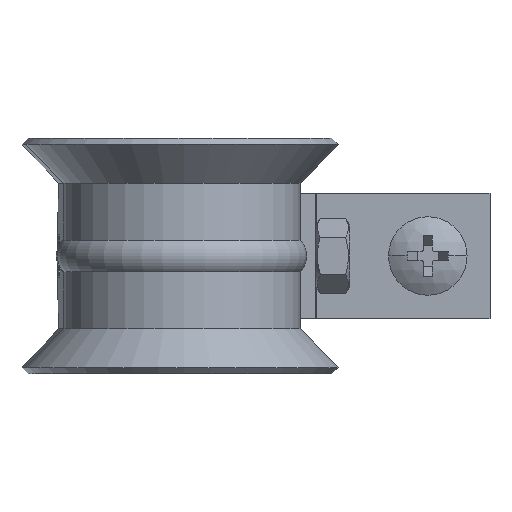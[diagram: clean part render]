
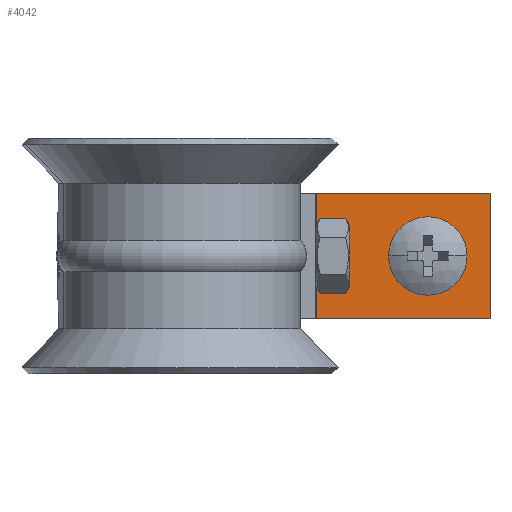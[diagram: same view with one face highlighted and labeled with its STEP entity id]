
A CAD part, front view. The second image highlights one B-rep face of the part: STEP entity #4042.
In plain terms, the highlighted face is planar.
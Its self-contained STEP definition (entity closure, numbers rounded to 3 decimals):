
#12 = VECTOR ( 'NONE', #2722, 1000. ) ;
#84 = LINE ( 'NONE', #3588, #8928 ) ;
#207 = EDGE_CURVE ( 'NONE', #2688, #691, #3345, .T. ) ;
#208 = ORIENTED_EDGE ( 'NONE', *, *, #1476, .F. ) ;
#246 =( BOUNDED_CURVE ( )  B_SPLINE_CURVE ( 3, ( #5206, #6970, #2819, #5309 ),
 .UNSPECIFIED., .F., .F. ) 
 B_SPLINE_CURVE_WITH_KNOTS ( ( 4, 4 ),
 ( 3.142, 4.249 ),
 .UNSPECIFIED. ) 
 CURVE ( )  GEOMETRIC_REPRESENTATION_ITEM ( )  RATIONAL_B_SPLINE_CURVE ( ( 1., 0.9, 0.9, 1. ) ) 
 REPRESENTATION_ITEM ( '' )  );
#290 = DIRECTION ( 'NONE',  ( 0., 1., 0. ) ) ;
#340 = EDGE_CURVE ( 'NONE', #2578, #5236, #6934, .T. ) ;
#446 = VECTOR ( 'NONE', #6613, 1000. ) ;
#585 = VECTOR ( 'NONE', #1941, 1000. ) ;
#691 = VERTEX_POINT ( 'NONE', #6374 ) ;
#833 = DIRECTION ( 'NONE',  ( 0., 0., -1. ) ) ;
#1063 = ORIENTED_EDGE ( 'NONE', *, *, #9950, .F. ) ;
#1219 = FACE_OUTER_BOUND ( 'NONE', #5150, .T. ) ;
#1286 = VERTEX_POINT ( 'NONE', #5792 ) ;
#1301 = EDGE_CURVE ( 'NONE', #9561, #4266, #4028, .T. ) ;
#1476 = EDGE_CURVE ( 'NONE', #6461, #4434, #3285, .T. ) ;
#1558 = VERTEX_POINT ( 'NONE', #8784 ) ;
#1707 = ORIENTED_EDGE ( 'NONE', *, *, #4369, .F. ) ;
#1905 = CARTESIAN_POINT ( 'NONE',  ( 2.5, -26.6, -9.55 ) ) ;
#1941 = DIRECTION ( 'NONE',  ( 1., 0., 0. ) ) ;
#2399 = LINE ( 'NONE', #2610, #8453 ) ;
#2468 = EDGE_CURVE ( 'NONE', #9106, #9438, #8689, .T. ) ;
#2481 =( BOUNDED_CURVE ( )  B_SPLINE_CURVE ( 3, ( #6248, #9606, #5420, #10483 ),
 .UNSPECIFIED., .F., .F. ) 
 B_SPLINE_CURVE_WITH_KNOTS ( ( 4, 4 ),
 ( 2.034, 3.142 ),
 .UNSPECIFIED. ) 
 CURVE ( )  GEOMETRIC_REPRESENTATION_ITEM ( )  RATIONAL_B_SPLINE_CURVE ( ( 1., 0.9, 0.9, 1. ) ) 
 REPRESENTATION_ITEM ( '' )  );
#2578 = VERTEX_POINT ( 'NONE', #10186 ) ;
#2610 = CARTESIAN_POINT ( 'NONE',  ( 15.323, -26.6, -2.048 ) ) ;
#2688 = VERTEX_POINT ( 'NONE', #3581 ) ;
#2722 = DIRECTION ( 'NONE',  ( 0., 0., -1. ) ) ;
#2819 = CARTESIAN_POINT ( 'NONE',  ( 4.853, -26.6, -1.653 ) ) ;
#2931 = CARTESIAN_POINT ( 'NONE',  ( 2.5, -26.6, -2.485 ) ) ;
#3220 = DIRECTION ( 'NONE',  ( -1., 0., 0. ) ) ;
#3228 = CARTESIAN_POINT ( 'NONE',  ( 5.287, -26.6, 0.573 ) ) ;
#3285 = LINE ( 'NONE', #3228, #446 ) ;
#3345 = LINE ( 'NONE', #7392, #9012 ) ;
#3453 = ORIENTED_EDGE ( 'NONE', *, *, #207, .T. ) ;
#3581 = CARTESIAN_POINT ( 'NONE',  ( 29., -26.6, 9.55 ) ) ;
#3588 = CARTESIAN_POINT ( 'NONE',  ( 16.243, -26.6, 2.373 ) ) ;
#3751 = PLANE ( 'NONE',  #6937 ) ;
#3856 = ORIENTED_EDGE ( 'NONE', *, *, #6379, .T. ) ;
#4022 = ORIENTED_EDGE ( 'NONE', *, *, #10161, .F. ) ;
#4028 = LINE ( 'NONE', #10726, #4490 ) ;
#4042 = ADVANCED_FACE ( 'NONE', ( #7836, #1219 ), #3751, .T. ) ;
#4146 = ORIENTED_EDGE ( 'NONE', *, *, #1301, .F. ) ;
#4266 = VERTEX_POINT ( 'NONE', #7660 ) ;
#4347 = CARTESIAN_POINT ( 'NONE',  ( 2.5, -26.6, 9.55 ) ) ;
#4369 = EDGE_CURVE ( 'NONE', #4266, #691, #6938, .T. ) ;
#4412 = VECTOR ( 'NONE', #5221, 1000. ) ;
#4434 = VERTEX_POINT ( 'NONE', #7767 ) ;
#4490 = VECTOR ( 'NONE', #833, 1000. ) ;
#4763 = EDGE_CURVE ( 'NONE', #5236, #1558, #2399, .T. ) ;
#4898 = DIRECTION ( 'NONE',  ( 0.943, 0., -0.333 ) ) ;
#5150 = EDGE_LOOP ( 'NONE', ( #4022, #5302, #208, #1063, #10796, #6769, #3856, #3453, #1707, #4146 ) ) ;
#5206 = CARTESIAN_POINT ( 'NONE',  ( 5.287, -26.6, -0.573 ) ) ;
#5221 = DIRECTION ( 'NONE',  ( 1., 0., 0. ) ) ;
#5236 = VERTEX_POINT ( 'NONE', #9539 ) ;
#5302 = ORIENTED_EDGE ( 'NONE', *, *, #9776, .F. ) ;
#5309 = CARTESIAN_POINT ( 'NONE',  ( 4.114, -26.6, -1.915 ) ) ;
#5420 = CARTESIAN_POINT ( 'NONE',  ( 5.287, -26.6, 1.157 ) ) ;
#5781 = CIRCLE ( 'NONE', #9829, 3.5 ) ;
#5792 = CARTESIAN_POINT ( 'NONE',  ( 4.114, -26.6, -1.915 ) ) ;
#6248 = CARTESIAN_POINT ( 'NONE',  ( 4.114, -26.6, 1.915 ) ) ;
#6374 = CARTESIAN_POINT ( 'NONE',  ( 29., -26.6, -9.55 ) ) ;
#6379 = EDGE_CURVE ( 'NONE', #2578, #2688, #8452, .T. ) ;
#6461 = VERTEX_POINT ( 'NONE', #9339 ) ;
#6613 = DIRECTION ( 'NONE',  ( 0., 0., -1. ) ) ;
#6769 = ORIENTED_EDGE ( 'NONE', *, *, #340, .F. ) ;
#6845 = DIRECTION ( 'NONE',  ( -0.943, 0., -0.333 ) ) ;
#6861 = CARTESIAN_POINT ( 'NONE',  ( 23., -26.6, 0. ) ) ;
#6934 = LINE ( 'NONE', #4347, #12 ) ;
#6937 = AXIS2_PLACEMENT_3D ( 'NONE', #10353, #290, #7179 ) ;
#6938 = LINE ( 'NONE', #1905, #4412 ) ;
#6970 = CARTESIAN_POINT ( 'NONE',  ( 5.287, -26.6, -1.157 ) ) ;
#7179 = DIRECTION ( 'NONE',  ( -1., 0., 0. ) ) ;
#7392 = CARTESIAN_POINT ( 'NONE',  ( 29., -26.6, 9.55 ) ) ;
#7660 = CARTESIAN_POINT ( 'NONE',  ( 2.5, -26.6, -9.55 ) ) ;
#7767 = CARTESIAN_POINT ( 'NONE',  ( 5.287, -26.6, -0.573 ) ) ;
#7836 = FACE_BOUND ( 'NONE', #8082, .T. ) ;
#7975 = CARTESIAN_POINT ( 'NONE',  ( 16., -26.6, 0. ) ) ;
#8082 = EDGE_LOOP ( 'NONE', ( #9335, #10322 ) ) ;
#8113 = DIRECTION ( 'NONE',  ( 0., 1., 0. ) ) ;
#8173 = DIRECTION ( 'NONE',  ( -1., 0., 0. ) ) ;
#8452 = LINE ( 'NONE', #9393, #585 ) ;
#8453 = VECTOR ( 'NONE', #4898, 1000. ) ;
#8689 = CIRCLE ( 'NONE', #9926, 3.5 ) ;
#8784 = CARTESIAN_POINT ( 'NONE',  ( 4.114, -26.6, 1.915 ) ) ;
#8928 = VECTOR ( 'NONE', #6845, 1000. ) ;
#9012 = VECTOR ( 'NONE', #10723, 1000. ) ;
#9058 = CARTESIAN_POINT ( 'NONE',  ( 19.5, -26.6, 0. ) ) ;
#9106 = VERTEX_POINT ( 'NONE', #7975 ) ;
#9154 = EDGE_CURVE ( 'NONE', #9438, #9106, #5781, .T. ) ;
#9335 = ORIENTED_EDGE ( 'NONE', *, *, #2468, .F. ) ;
#9339 = CARTESIAN_POINT ( 'NONE',  ( 5.287, -26.6, 0.573 ) ) ;
#9393 = CARTESIAN_POINT ( 'NONE',  ( 2.5, -26.6, 9.55 ) ) ;
#9438 = VERTEX_POINT ( 'NONE', #6861 ) ;
#9539 = CARTESIAN_POINT ( 'NONE',  ( 2.5, -26.6, 2.485 ) ) ;
#9561 = VERTEX_POINT ( 'NONE', #2931 ) ;
#9606 = CARTESIAN_POINT ( 'NONE',  ( 4.853, -26.6, 1.653 ) ) ;
#9736 = DIRECTION ( 'NONE',  ( 0., 1., 0. ) ) ;
#9776 = EDGE_CURVE ( 'NONE', #4434, #1286, #246, .T. ) ;
#9829 = AXIS2_PLACEMENT_3D ( 'NONE', #10762, #9736, #3220 ) ;
#9926 = AXIS2_PLACEMENT_3D ( 'NONE', #9058, #8113, #8173 ) ;
#9950 = EDGE_CURVE ( 'NONE', #1558, #6461, #2481, .T. ) ;
#10161 = EDGE_CURVE ( 'NONE', #1286, #9561, #84, .T. ) ;
#10186 = CARTESIAN_POINT ( 'NONE',  ( 2.5, -26.6, 9.55 ) ) ;
#10322 = ORIENTED_EDGE ( 'NONE', *, *, #9154, .F. ) ;
#10353 = CARTESIAN_POINT ( 'NONE',  ( 2.5, -26.6, 9.55 ) ) ;
#10483 = CARTESIAN_POINT ( 'NONE',  ( 5.287, -26.6, 0.573 ) ) ;
#10723 = DIRECTION ( 'NONE',  ( 0., 0., -1. ) ) ;
#10726 = CARTESIAN_POINT ( 'NONE',  ( 2.5, -26.6, 9.55 ) ) ;
#10762 = CARTESIAN_POINT ( 'NONE',  ( 19.5, -26.6, 0. ) ) ;
#10796 = ORIENTED_EDGE ( 'NONE', *, *, #4763, .F. ) ;
